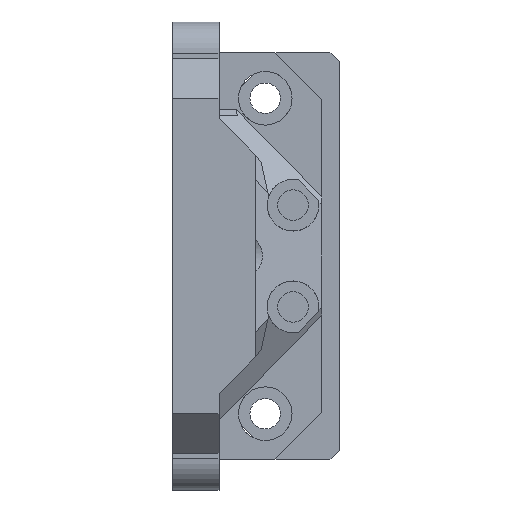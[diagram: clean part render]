
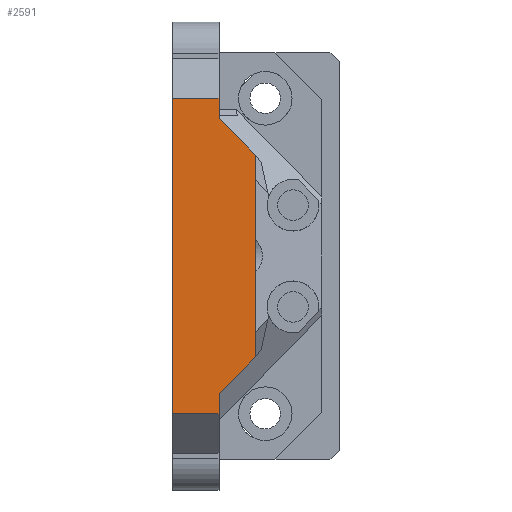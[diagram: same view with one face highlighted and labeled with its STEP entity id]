
A CAD part, front view. The second image highlights one B-rep face of the part: STEP entity #2591.
In plain terms, the highlighted planar face has unit normal (0, -1, 0).
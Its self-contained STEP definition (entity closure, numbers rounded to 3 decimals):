
#31 = PLANE('',#32);
#32 = AXIS2_PLACEMENT_3D('',#33,#34,#35);
#33 = CARTESIAN_POINT('',(-39.05,-12.753,23.05));
#34 = DIRECTION('',(-1.,0.,0.));
#35 = DIRECTION('',(0.,-1.,0.));
#230 = VERTEX_POINT('',#231);
#231 = CARTESIAN_POINT('',(-39.05,-39.5,6.));
#245 = PLANE('',#246);
#246 = AXIS2_PLACEMENT_3D('',#247,#248,#249);
#247 = CARTESIAN_POINT('',(-28.631,-39.5,6.));
#248 = DIRECTION('',(0.,-0.707,-0.707));
#249 = DIRECTION('',(-1.,0.,0.));
#257 = EDGE_CURVE('',#230,#258,#260,.T.);
#258 = VERTEX_POINT('',#259);
#259 = CARTESIAN_POINT('',(-39.05,-39.5,40.1));
#260 = SURFACE_CURVE('',#261,(#265,#272),.PCURVE_S1.);
#261 = LINE('',#262,#263);
#262 = CARTESIAN_POINT('',(-39.05,-39.5,23.05));
#263 = VECTOR('',#264,1.);
#264 = DIRECTION('',(0.,0.,1.));
#265 = PCURVE('',#31,#266);
#266 = DEFINITIONAL_REPRESENTATION('',(#267),#271);
#267 = LINE('',#268,#269);
#268 = CARTESIAN_POINT('',(26.747,0.));
#269 = VECTOR('',#270,1.);
#270 = DIRECTION('',(0.,1.));
#271 = ( GEOMETRIC_REPRESENTATION_CONTEXT(2) 
PARAMETRIC_REPRESENTATION_CONTEXT() REPRESENTATION_CONTEXT('2D SPACE',''
  ) );
#272 = PCURVE('',#273,#278);
#273 = PLANE('',#274);
#274 = AXIS2_PLACEMENT_3D('',#275,#276,#277);
#275 = CARTESIAN_POINT('',(-28.631,-39.5,23.05));
#276 = DIRECTION('',(0.,-1.,0.));
#277 = DIRECTION('',(0.,0.,1.));
#278 = DEFINITIONAL_REPRESENTATION('',(#279),#283);
#279 = LINE('',#280,#281);
#280 = CARTESIAN_POINT('',(0.,10.419));
#281 = VECTOR('',#282,1.);
#282 = DIRECTION('',(1.,0.));
#283 = ( GEOMETRIC_REPRESENTATION_CONTEXT(2) 
PARAMETRIC_REPRESENTATION_CONTEXT() REPRESENTATION_CONTEXT('2D SPACE',''
  ) );
#301 = PLANE('',#302);
#302 = AXIS2_PLACEMENT_3D('',#303,#304,#305);
#303 = CARTESIAN_POINT('',(-34.05,-34.5,45.1));
#304 = DIRECTION('',(0.,0.707,-0.707));
#305 = DIRECTION('',(1.,0.,0.));
#1759 = PLANE('',#1760);
#1760 = AXIS2_PLACEMENT_3D('',#1761,#1762,#1763);
#1761 = CARTESIAN_POINT('',(-34.05,-31.226,4.141));
#1762 = DIRECTION('',(1.,0.,0.));
#1763 = DIRECTION('',(0.,1.,0.));
#2522 = VERTEX_POINT('',#2523);
#2523 = CARTESIAN_POINT('',(-34.05,-39.5,6.));
#2544 = EDGE_CURVE('',#230,#2522,#2545,.T.);
#2545 = SURFACE_CURVE('',#2546,(#2550,#2557),.PCURVE_S1.);
#2546 = LINE('',#2547,#2548);
#2547 = CARTESIAN_POINT('',(-34.05,-39.5,6.));
#2548 = VECTOR('',#2549,1.);
#2549 = DIRECTION('',(1.,0.,0.));
#2550 = PCURVE('',#245,#2551);
#2551 = DEFINITIONAL_REPRESENTATION('',(#2552),#2556);
#2552 = LINE('',#2553,#2554);
#2553 = CARTESIAN_POINT('',(5.419,0.));
#2554 = VECTOR('',#2555,1.);
#2555 = DIRECTION('',(-1.,0.));
#2556 = ( GEOMETRIC_REPRESENTATION_CONTEXT(2) 
PARAMETRIC_REPRESENTATION_CONTEXT() REPRESENTATION_CONTEXT('2D SPACE',''
  ) );
#2557 = PCURVE('',#273,#2558);
#2558 = DEFINITIONAL_REPRESENTATION('',(#2559),#2563);
#2559 = LINE('',#2560,#2561);
#2560 = CARTESIAN_POINT('',(-17.05,5.419));
#2561 = VECTOR('',#2562,1.);
#2562 = DIRECTION('',(0.,-1.));
#2563 = ( GEOMETRIC_REPRESENTATION_CONTEXT(2) 
PARAMETRIC_REPRESENTATION_CONTEXT() REPRESENTATION_CONTEXT('2D SPACE',''
  ) );
#2591 = ADVANCED_FACE('',(#2592),#273,.T.);
#2592 = FACE_BOUND('',#2593,.T.);
#2593 = EDGE_LOOP('',(#2594,#2595,#2596,#2619,#2647,#2675,#2703,#2731));
#2594 = ORIENTED_EDGE('',*,*,#257,.F.);
#2595 = ORIENTED_EDGE('',*,*,#2544,.T.);
#2596 = ORIENTED_EDGE('',*,*,#2597,.T.);
#2597 = EDGE_CURVE('',#2522,#2598,#2600,.T.);
#2598 = VERTEX_POINT('',#2599);
#2599 = CARTESIAN_POINT('',(-34.05,-39.5,8.15));
#2600 = SURFACE_CURVE('',#2601,(#2605,#2612),.PCURVE_S1.);
#2601 = LINE('',#2602,#2603);
#2602 = CARTESIAN_POINT('',(-34.05,-39.5,23.05));
#2603 = VECTOR('',#2604,1.);
#2604 = DIRECTION('',(0.,0.,1.));
#2605 = PCURVE('',#273,#2606);
#2606 = DEFINITIONAL_REPRESENTATION('',(#2607),#2611);
#2607 = LINE('',#2608,#2609);
#2608 = CARTESIAN_POINT('',(0.,5.419));
#2609 = VECTOR('',#2610,1.);
#2610 = DIRECTION('',(1.,0.));
#2611 = ( GEOMETRIC_REPRESENTATION_CONTEXT(2) 
PARAMETRIC_REPRESENTATION_CONTEXT() REPRESENTATION_CONTEXT('2D SPACE',''
  ) );
#2612 = PCURVE('',#1759,#2613);
#2613 = DEFINITIONAL_REPRESENTATION('',(#2614),#2618);
#2614 = LINE('',#2615,#2616);
#2615 = CARTESIAN_POINT('',(-8.274,18.909));
#2616 = VECTOR('',#2617,1.);
#2617 = DIRECTION('',(0.,1.));
#2618 = ( GEOMETRIC_REPRESENTATION_CONTEXT(2) 
PARAMETRIC_REPRESENTATION_CONTEXT() REPRESENTATION_CONTEXT('2D SPACE',''
  ) );
#2619 = ORIENTED_EDGE('',*,*,#2620,.T.);
#2620 = EDGE_CURVE('',#2598,#2621,#2623,.T.);
#2621 = VERTEX_POINT('',#2622);
#2622 = CARTESIAN_POINT('',(-30.15,-39.5,12.15));
#2623 = SURFACE_CURVE('',#2624,(#2628,#2635),.PCURVE_S1.);
#2624 = LINE('',#2625,#2626);
#2625 = CARTESIAN_POINT('',(-32.1,-39.5,10.15));
#2626 = VECTOR('',#2627,1.);
#2627 = DIRECTION('',(0.698,0.,0.716));
#2628 = PCURVE('',#273,#2629);
#2629 = DEFINITIONAL_REPRESENTATION('',(#2630),#2634);
#2630 = LINE('',#2631,#2632);
#2631 = CARTESIAN_POINT('',(-12.9,3.469));
#2632 = VECTOR('',#2633,1.);
#2633 = DIRECTION('',(0.716,-0.698));
#2634 = ( GEOMETRIC_REPRESENTATION_CONTEXT(2) 
PARAMETRIC_REPRESENTATION_CONTEXT() REPRESENTATION_CONTEXT('2D SPACE',''
  ) );
#2635 = PCURVE('',#2636,#2641);
#2636 = PLANE('',#2637);
#2637 = AXIS2_PLACEMENT_3D('',#2638,#2639,#2640);
#2638 = CARTESIAN_POINT('',(-32.1,-39.5,10.15));
#2639 = DIRECTION('',(-0.716,0.,0.698));
#2640 = DIRECTION('',(0.698,0.,0.716));
#2641 = DEFINITIONAL_REPRESENTATION('',(#2642),#2646);
#2642 = LINE('',#2643,#2644);
#2643 = CARTESIAN_POINT('',(0.,0.));
#2644 = VECTOR('',#2645,1.);
#2645 = DIRECTION('',(1.,0.));
#2646 = ( GEOMETRIC_REPRESENTATION_CONTEXT(2) 
PARAMETRIC_REPRESENTATION_CONTEXT() REPRESENTATION_CONTEXT('2D SPACE',''
  ) );
#2647 = ORIENTED_EDGE('',*,*,#2648,.T.);
#2648 = EDGE_CURVE('',#2621,#2649,#2651,.T.);
#2649 = VERTEX_POINT('',#2650);
#2650 = CARTESIAN_POINT('',(-30.15,-39.5,33.95));
#2651 = SURFACE_CURVE('',#2652,(#2656,#2663),.PCURVE_S1.);
#2652 = LINE('',#2653,#2654);
#2653 = CARTESIAN_POINT('',(-30.15,-39.5,17.6));
#2654 = VECTOR('',#2655,1.);
#2655 = DIRECTION('',(0.,0.,1.));
#2656 = PCURVE('',#273,#2657);
#2657 = DEFINITIONAL_REPRESENTATION('',(#2658),#2662);
#2658 = LINE('',#2659,#2660);
#2659 = CARTESIAN_POINT('',(-5.45,1.519));
#2660 = VECTOR('',#2661,1.);
#2661 = DIRECTION('',(1.,0.));
#2662 = ( GEOMETRIC_REPRESENTATION_CONTEXT(2) 
PARAMETRIC_REPRESENTATION_CONTEXT() REPRESENTATION_CONTEXT('2D SPACE',''
  ) );
#2663 = PCURVE('',#2664,#2669);
#2664 = PLANE('',#2665);
#2665 = AXIS2_PLACEMENT_3D('',#2666,#2667,#2668);
#2666 = CARTESIAN_POINT('',(-30.15,-33.346,23.05));
#2667 = DIRECTION('',(1.,0.,0.));
#2668 = DIRECTION('',(0.,1.,0.));
#2669 = DEFINITIONAL_REPRESENTATION('',(#2670),#2674);
#2670 = LINE('',#2671,#2672);
#2671 = CARTESIAN_POINT('',(-6.154,-5.45));
#2672 = VECTOR('',#2673,1.);
#2673 = DIRECTION('',(0.,1.));
#2674 = ( GEOMETRIC_REPRESENTATION_CONTEXT(2) 
PARAMETRIC_REPRESENTATION_CONTEXT() REPRESENTATION_CONTEXT('2D SPACE',''
  ) );
#2675 = ORIENTED_EDGE('',*,*,#2676,.F.);
#2676 = EDGE_CURVE('',#2677,#2649,#2679,.T.);
#2677 = VERTEX_POINT('',#2678);
#2678 = CARTESIAN_POINT('',(-34.05,-39.5,37.95));
#2679 = SURFACE_CURVE('',#2680,(#2684,#2691),.PCURVE_S1.);
#2680 = LINE('',#2681,#2682);
#2681 = CARTESIAN_POINT('',(-32.1,-39.5,35.95));
#2682 = VECTOR('',#2683,1.);
#2683 = DIRECTION('',(0.698,0.,-0.716));
#2684 = PCURVE('',#273,#2685);
#2685 = DEFINITIONAL_REPRESENTATION('',(#2686),#2690);
#2686 = LINE('',#2687,#2688);
#2687 = CARTESIAN_POINT('',(12.9,3.469));
#2688 = VECTOR('',#2689,1.);
#2689 = DIRECTION('',(-0.716,-0.698));
#2690 = ( GEOMETRIC_REPRESENTATION_CONTEXT(2) 
PARAMETRIC_REPRESENTATION_CONTEXT() REPRESENTATION_CONTEXT('2D SPACE',''
  ) );
#2691 = PCURVE('',#2692,#2697);
#2692 = PLANE('',#2693);
#2693 = AXIS2_PLACEMENT_3D('',#2694,#2695,#2696);
#2694 = CARTESIAN_POINT('',(-32.1,-39.5,35.95));
#2695 = DIRECTION('',(0.716,0.,0.698));
#2696 = DIRECTION('',(0.698,0.,-0.716));
#2697 = DEFINITIONAL_REPRESENTATION('',(#2698),#2702);
#2698 = LINE('',#2699,#2700);
#2699 = CARTESIAN_POINT('',(0.,0.));
#2700 = VECTOR('',#2701,1.);
#2701 = DIRECTION('',(1.,0.));
#2702 = ( GEOMETRIC_REPRESENTATION_CONTEXT(2) 
PARAMETRIC_REPRESENTATION_CONTEXT() REPRESENTATION_CONTEXT('2D SPACE',''
  ) );
#2703 = ORIENTED_EDGE('',*,*,#2704,.T.);
#2704 = EDGE_CURVE('',#2677,#2705,#2707,.T.);
#2705 = VERTEX_POINT('',#2706);
#2706 = CARTESIAN_POINT('',(-34.05,-39.5,40.1));
#2707 = SURFACE_CURVE('',#2708,(#2712,#2719),.PCURVE_S1.);
#2708 = LINE('',#2709,#2710);
#2709 = CARTESIAN_POINT('',(-34.05,-39.5,23.05));
#2710 = VECTOR('',#2711,1.);
#2711 = DIRECTION('',(0.,0.,1.));
#2712 = PCURVE('',#273,#2713);
#2713 = DEFINITIONAL_REPRESENTATION('',(#2714),#2718);
#2714 = LINE('',#2715,#2716);
#2715 = CARTESIAN_POINT('',(0.,5.419));
#2716 = VECTOR('',#2717,1.);
#2717 = DIRECTION('',(1.,0.));
#2718 = ( GEOMETRIC_REPRESENTATION_CONTEXT(2) 
PARAMETRIC_REPRESENTATION_CONTEXT() REPRESENTATION_CONTEXT('2D SPACE',''
  ) );
#2719 = PCURVE('',#2720,#2725);
#2720 = PLANE('',#2721);
#2721 = AXIS2_PLACEMENT_3D('',#2722,#2723,#2724);
#2722 = CARTESIAN_POINT('',(-34.05,-31.004,42.109));
#2723 = DIRECTION('',(1.,0.,0.));
#2724 = DIRECTION('',(0.,1.,0.));
#2725 = DEFINITIONAL_REPRESENTATION('',(#2726),#2730);
#2726 = LINE('',#2727,#2728);
#2727 = CARTESIAN_POINT('',(-8.496,-19.059));
#2728 = VECTOR('',#2729,1.);
#2729 = DIRECTION('',(0.,1.));
#2730 = ( GEOMETRIC_REPRESENTATION_CONTEXT(2) 
PARAMETRIC_REPRESENTATION_CONTEXT() REPRESENTATION_CONTEXT('2D SPACE',''
  ) );
#2731 = ORIENTED_EDGE('',*,*,#2732,.T.);
#2732 = EDGE_CURVE('',#2705,#258,#2733,.T.);
#2733 = SURFACE_CURVE('',#2734,(#2738,#2745),.PCURVE_S1.);
#2734 = LINE('',#2735,#2736);
#2735 = CARTESIAN_POINT('',(-28.631,-39.5,40.1));
#2736 = VECTOR('',#2737,1.);
#2737 = DIRECTION('',(-1.,0.,0.));
#2738 = PCURVE('',#273,#2739);
#2739 = DEFINITIONAL_REPRESENTATION('',(#2740),#2744);
#2740 = LINE('',#2741,#2742);
#2741 = CARTESIAN_POINT('',(17.05,0.));
#2742 = VECTOR('',#2743,1.);
#2743 = DIRECTION('',(0.,1.));
#2744 = ( GEOMETRIC_REPRESENTATION_CONTEXT(2) 
PARAMETRIC_REPRESENTATION_CONTEXT() REPRESENTATION_CONTEXT('2D SPACE',''
  ) );
#2745 = PCURVE('',#301,#2746);
#2746 = DEFINITIONAL_REPRESENTATION('',(#2747),#2751);
#2747 = LINE('',#2748,#2749);
#2748 = CARTESIAN_POINT('',(5.419,7.071));
#2749 = VECTOR('',#2750,1.);
#2750 = DIRECTION('',(-1.,0.));
#2751 = ( GEOMETRIC_REPRESENTATION_CONTEXT(2) 
PARAMETRIC_REPRESENTATION_CONTEXT() REPRESENTATION_CONTEXT('2D SPACE',''
  ) );
